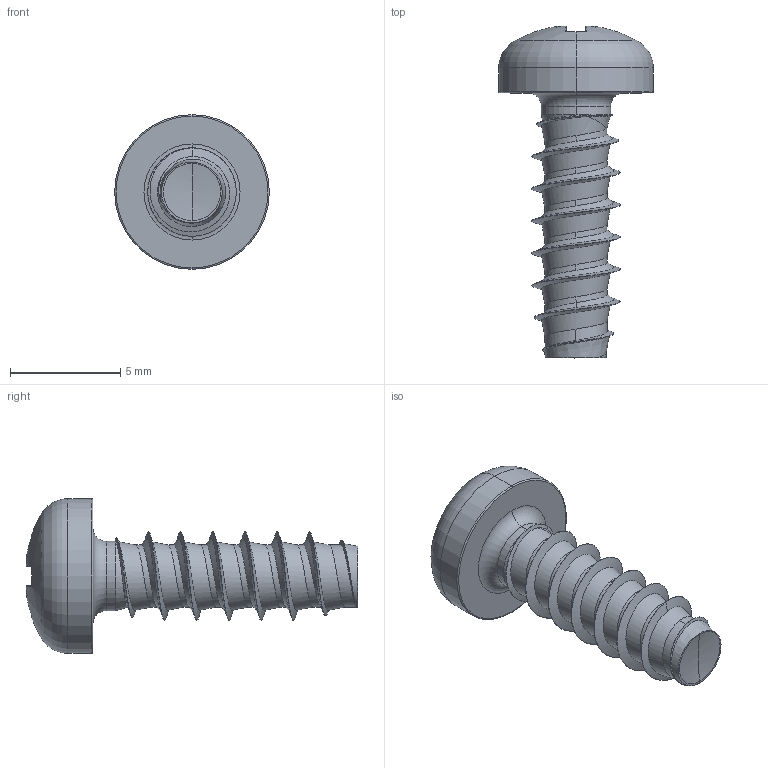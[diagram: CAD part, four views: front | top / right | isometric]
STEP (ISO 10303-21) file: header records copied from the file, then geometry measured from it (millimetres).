
FILE_DESCRIPTION (( 'STEP AP203' ), '1' );
FILE_NAME ('STP220400120.STEP', '2017-08-15T03:03:14', ( '' ), ( '' ), 'SwSTEP 2.0', 'SolidWorks 2015', '' );
FILE_SCHEMA (( 'CONFIG_CONTROL_DESIGN' ));
Length unit declared in the file: millimetre
Products named in the file (1): STP220400120
Bounding box: 7 x 15.03 x 7 mm (x, y, z)
Volume: 173.5 mm3; surface area: 300.8 mm2
Topology: 1 solids, 1 shells, 181 faces, 429 edges, 250 vertices
Faces by surface type: bspline 55, cylinder 40, plane 30, torus 28, sphere 20, cone 8
Entity records: 18302 total; most frequent: CARTESIAN_POINT 14530, ORIENTED_EDGE 854, DIRECTION 698, EDGE_CURVE 427, AXIS2_PLACEMENT_3D 307, VERTEX_POINT 250, EDGE_LOOP 183, ADVANCED_FACE 181
